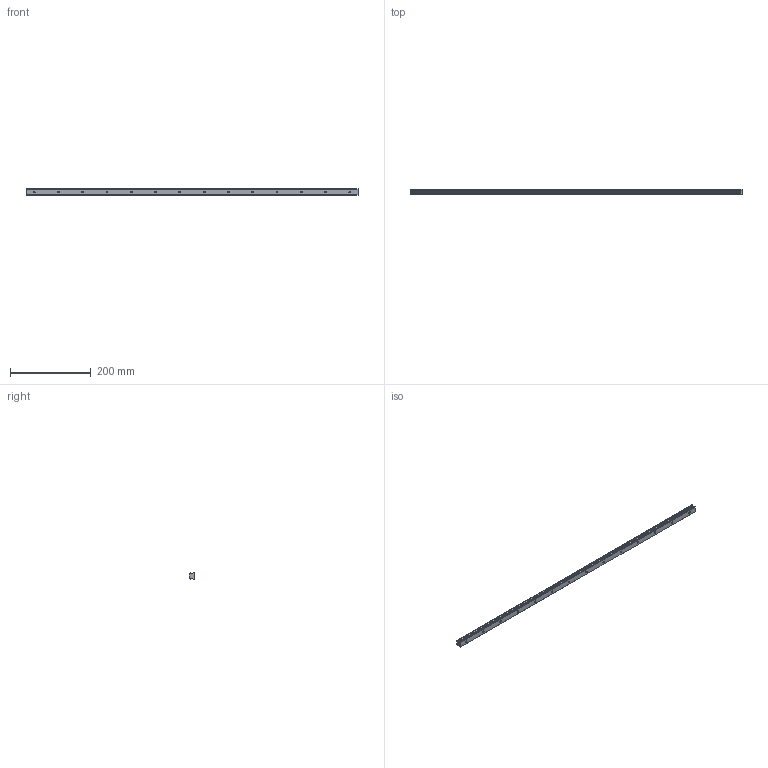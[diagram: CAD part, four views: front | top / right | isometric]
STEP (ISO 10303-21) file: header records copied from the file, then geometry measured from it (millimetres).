
FILE_DESCRIPTION (( 'STEP AP214' ), '1' );
FILE_NAME ('SHS15 820L G20.STEP', '2021-05-25T10:43:37', ( '' ), ( '' ), 'SwSTEP 2.0', 'SolidWorks 2021', '' );
FILE_SCHEMA (( 'AUTOMOTIVE_DESIGN' ));
Length unit declared in the file: millimetre
Products named in the file (2): SHS15 820L G20; _SHS15C82020 Track
Assembly tree (1 placements, depth 2):
  SHS15 820L G20
    _SHS15C82020 Track
Bounding box: 820 x 13 x 15 mm (x, y, z)
Volume: 132492.1 mm3; surface area: 49570.8 mm2
Topology: 1 solids, 1 shells, 115 faces, 297 edges, 198 vertices
Faces by surface type: cylinder 79, plane 36
Entity records: 3711 total; most frequent: DIRECTION 693, CARTESIAN_POINT 614, ORIENTED_EDGE 594, EDGE_CURVE 297, AXIS2_PLACEMENT_3D 277, VERTEX_POINT 198, CIRCLE 158, EDGE_LOOP 157
